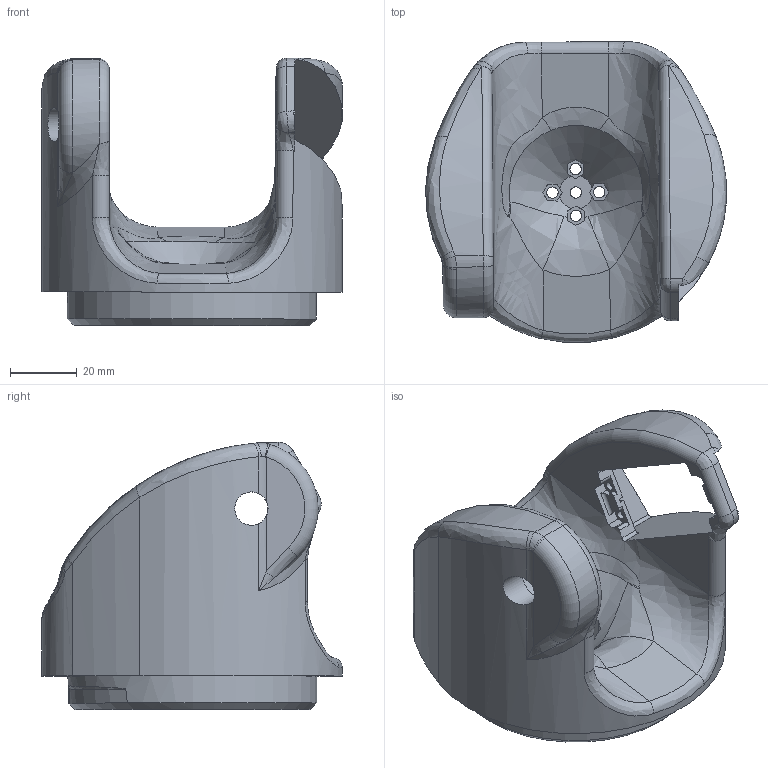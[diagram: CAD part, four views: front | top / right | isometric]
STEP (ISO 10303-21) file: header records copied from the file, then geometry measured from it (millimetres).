
FILE_DESCRIPTION(/* description */ (''),/* implementation_level */ '2;1');
FILE_NAME(/* name */ 'Robot - J1 v5.step',/* time_stamp */ '2023-10-17T09:54:46+02:00',/* author */ (''),/* organization */ (''),/* preprocessor_version */ 'ST-DEVELOPER v20',/* originating_system */ 'Autodesk Translation Framework v12.14.0.127',/* authorisation */ '');
FILE_SCHEMA (('AUTOMOTIVE_DESIGN { 1 0 10303 214 3 1 1 }'));
Length unit declared in the file: millimetre
Products named in the file (1): Robot - J1
Bounding box: 90.05 x 89.97 x 80.04 mm (x, y, z)
Volume: 205803.1 mm3; surface area: 35654 mm2
Topology: 1 solids, 1 shells, 192 faces, 529 edges, 336 vertices
Faces by surface type: plane 79, cylinder 51, bspline 46, torus 9, sphere 4, cone 3
Full cylindrical faces by diameter (mm): 2.5 x4, 3.4 x5, 10 x1, 22 x1, 30.5 x1, 74.5 x1
Entity records: 8286 total; most frequent: CARTESIAN_POINT 3601, ORIENTED_EDGE 1052, DIRECTION 867, EDGE_CURVE 526, VERTEX_POINT 336, AXIS2_PLACEMENT_3D 320, LINE 227, VECTOR 227
